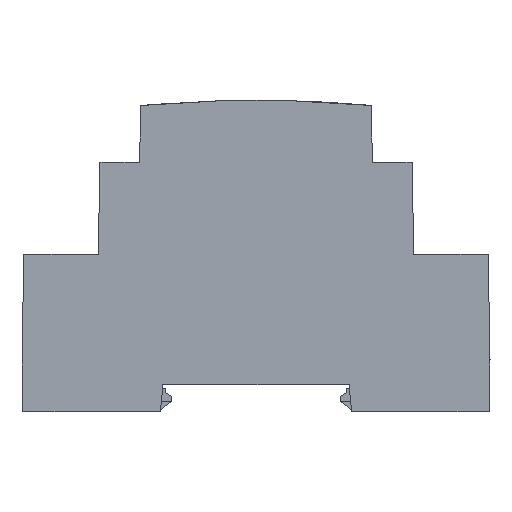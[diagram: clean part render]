
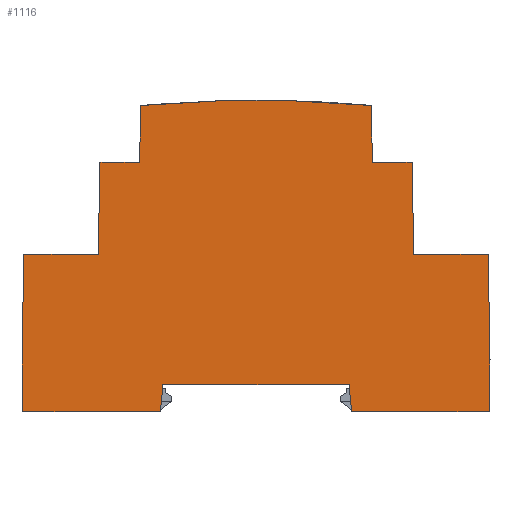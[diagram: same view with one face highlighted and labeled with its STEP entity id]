
A CAD part, left-side view. The second image highlights one B-rep face of the part: STEP entity #1116.
In plain terms, the highlighted planar face has unit normal (-1, 0, 0).
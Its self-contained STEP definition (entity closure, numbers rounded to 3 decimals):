
#968=AXIS2_PLACEMENT_3D('Plane Axis2P3D',#965,#966,#967) ;
#1049=AXIS2_PLACEMENT_3D('Circle Axis2P3D',#1047,#1048,$) ;
#447=CARTESIAN_POINT('Vertex',(0.,14.749,30.4)) ;
#450=CARTESIAN_POINT('Line Origine',(0.,7.553,30.4)) ;
#454=CARTESIAN_POINT('Vertex',(0.,0.356,30.4)) ;
#945=CARTESIAN_POINT('Line Origine',(0.,0.178,20.2)) ;
#949=CARTESIAN_POINT('Vertex',(0.,0.,10.)) ;
#965=CARTESIAN_POINT('Axis2P3D Location',(0.,90.233,30.4)) ;
#970=CARTESIAN_POINT('Line Origine',(0.,90.322,20.2)) ;
#974=CARTESIAN_POINT('Vertex',(0.,90.144,30.4)) ;
#976=CARTESIAN_POINT('Vertex',(0.,90.5,10.)) ;
#979=CARTESIAN_POINT('Line Origine',(0.,90.413,5.)) ;
#983=CARTESIAN_POINT('Vertex',(0.,90.325,0.)) ;
#986=CARTESIAN_POINT('Line Origine',(0.,77.038,0.)) ;
#990=CARTESIAN_POINT('Vertex',(0.,63.751,0.)) ;
#993=CARTESIAN_POINT('Line Origine',(0.,63.5,2.599)) ;
#997=CARTESIAN_POINT('Vertex',(0.,63.25,5.197)) ;
#1000=CARTESIAN_POINT('Line Origine',(0.,45.25,5.197)) ;
#1004=CARTESIAN_POINT('Vertex',(0.,27.25,5.197)) ;
#1007=CARTESIAN_POINT('Line Origine',(0.,27.,2.599)) ;
#1011=CARTESIAN_POINT('Vertex',(0.,26.75,0.)) ;
#1014=CARTESIAN_POINT('Line Origine',(0.,13.462,0.)) ;
#1018=CARTESIAN_POINT('Vertex',(0.,0.175,0.)) ;
#1021=CARTESIAN_POINT('Line Origine',(0.,0.087,5.)) ;
#1026=CARTESIAN_POINT('Line Origine',(0.,14.905,39.3)) ;
#1030=CARTESIAN_POINT('Vertex',(0.,15.061,48.2)) ;
#1033=CARTESIAN_POINT('Line Origine',(0.,18.906,48.2)) ;
#1037=CARTESIAN_POINT('Vertex',(0.,22.75,48.2)) ;
#1040=CARTESIAN_POINT('Line Origine',(0.,22.846,53.7)) ;
#1044=CARTESIAN_POINT('Vertex',(0.,22.942,59.2)) ;
#1047=CARTESIAN_POINT('Axis2P3D Location',(0.,45.25,-189.803)) ;
#1051=CARTESIAN_POINT('Vertex',(0.,67.558,59.2)) ;
#1054=CARTESIAN_POINT('Line Origine',(0.,67.654,53.7)) ;
#1058=CARTESIAN_POINT('Vertex',(0.,67.75,48.2)) ;
#1061=CARTESIAN_POINT('Line Origine',(0.,69.672,48.2)) ;
#1065=CARTESIAN_POINT('Vertex',(0.,71.594,48.2)) ;
#1068=CARTESIAN_POINT('Line Origine',(0.,72.576,48.2)) ;
#1072=CARTESIAN_POINT('Vertex',(0.,73.559,48.2)) ;
#1075=CARTESIAN_POINT('Line Origine',(0.,74.499,48.2)) ;
#1079=CARTESIAN_POINT('Vertex',(0.,75.439,48.2)) ;
#1082=CARTESIAN_POINT('Line Origine',(0.,75.595,39.3)) ;
#1086=CARTESIAN_POINT('Vertex',(0.,75.751,30.4)) ;
#1089=CARTESIAN_POINT('Line Origine',(0.,82.947,30.4)) ;
#451=DIRECTION('Vector Direction',(0.,1.,0.)) ;
#946=DIRECTION('Vector Direction',(0.,0.017,1.)) ;
#966=DIRECTION('Axis2P3D Direction',(1.,0.,0.)) ;
#967=DIRECTION('Axis2P3D XDirection',(0.,-1.,0.)) ;
#971=DIRECTION('Vector Direction',(0.,0.017,-1.)) ;
#980=DIRECTION('Vector Direction',(0.,-0.017,-1.)) ;
#987=DIRECTION('Vector Direction',(0.,-1.,0.)) ;
#994=DIRECTION('Vector Direction',(0.,-0.096,0.995)) ;
#1001=DIRECTION('Vector Direction',(0.,-1.,0.)) ;
#1008=DIRECTION('Vector Direction',(0.,-0.096,-0.995)) ;
#1015=DIRECTION('Vector Direction',(0.,-1.,0.)) ;
#1022=DIRECTION('Vector Direction',(0.,0.017,-1.)) ;
#1027=DIRECTION('Vector Direction',(0.,0.017,1.)) ;
#1034=DIRECTION('Vector Direction',(0.,1.,0.)) ;
#1041=DIRECTION('Vector Direction',(0.,0.017,1.)) ;
#1048=DIRECTION('Axis2P3D Direction',(1.,0.,0.)) ;
#1055=DIRECTION('Vector Direction',(0.,-0.017,1.)) ;
#1062=DIRECTION('Vector Direction',(0.,1.,0.)) ;
#1069=DIRECTION('Vector Direction',(0.,1.,0.)) ;
#1076=DIRECTION('Vector Direction',(0.,1.,0.)) ;
#1083=DIRECTION('Vector Direction',(0.,0.017,-1.)) ;
#1090=DIRECTION('Vector Direction',(0.,-1.,0.)) ;
#452=VECTOR('Line Direction',#451,1.) ;
#947=VECTOR('Line Direction',#946,1.) ;
#972=VECTOR('Line Direction',#971,1.) ;
#981=VECTOR('Line Direction',#980,1.) ;
#988=VECTOR('Line Direction',#987,1.) ;
#995=VECTOR('Line Direction',#994,1.) ;
#1002=VECTOR('Line Direction',#1001,1.) ;
#1009=VECTOR('Line Direction',#1008,1.) ;
#1016=VECTOR('Line Direction',#1015,1.) ;
#1023=VECTOR('Line Direction',#1022,1.) ;
#1028=VECTOR('Line Direction',#1027,1.) ;
#1035=VECTOR('Line Direction',#1034,1.) ;
#1042=VECTOR('Line Direction',#1041,1.) ;
#1056=VECTOR('Line Direction',#1055,1.) ;
#1063=VECTOR('Line Direction',#1062,1.) ;
#1070=VECTOR('Line Direction',#1069,1.) ;
#1077=VECTOR('Line Direction',#1076,1.) ;
#1084=VECTOR('Line Direction',#1083,1.) ;
#1091=VECTOR('Line Direction',#1090,1.) ;
#1095=ORIENTED_EDGE('',*,*,#978,.T.) ;
#1096=ORIENTED_EDGE('',*,*,#985,.T.) ;
#1097=ORIENTED_EDGE('',*,*,#992,.T.) ;
#1098=ORIENTED_EDGE('',*,*,#999,.T.) ;
#1099=ORIENTED_EDGE('',*,*,#1006,.T.) ;
#1100=ORIENTED_EDGE('',*,*,#1013,.T.) ;
#1101=ORIENTED_EDGE('',*,*,#1020,.T.) ;
#1102=ORIENTED_EDGE('',*,*,#1025,.T.) ;
#1103=ORIENTED_EDGE('',*,*,#951,.T.) ;
#1104=ORIENTED_EDGE('',*,*,#456,.T.) ;
#1105=ORIENTED_EDGE('',*,*,#1032,.F.) ;
#1106=ORIENTED_EDGE('',*,*,#1039,.T.) ;
#1107=ORIENTED_EDGE('',*,*,#1046,.T.) ;
#1108=ORIENTED_EDGE('',*,*,#1053,.F.) ;
#1109=ORIENTED_EDGE('',*,*,#1060,.F.) ;
#1110=ORIENTED_EDGE('',*,*,#1067,.T.) ;
#1111=ORIENTED_EDGE('',*,*,#1074,.T.) ;
#1112=ORIENTED_EDGE('',*,*,#1081,.T.) ;
#1113=ORIENTED_EDGE('',*,*,#1088,.T.) ;
#1114=ORIENTED_EDGE('',*,*,#1093,.T.) ;
#1116=ADVANCED_FACE('GEHAEUSE',(#1115),#969,.F.) ;
#1050=CIRCLE('generated circle',#1049,250.) ;
#456=EDGE_CURVE('',#455,#448,#453,.T.) ;
#951=EDGE_CURVE('',#950,#455,#948,.T.) ;
#978=EDGE_CURVE('',#975,#977,#973,.T.) ;
#985=EDGE_CURVE('',#977,#984,#982,.T.) ;
#992=EDGE_CURVE('',#984,#991,#989,.T.) ;
#999=EDGE_CURVE('',#991,#998,#996,.T.) ;
#1006=EDGE_CURVE('',#998,#1005,#1003,.T.) ;
#1013=EDGE_CURVE('',#1005,#1012,#1010,.T.) ;
#1020=EDGE_CURVE('',#1012,#1019,#1017,.T.) ;
#1025=EDGE_CURVE('',#1019,#950,#1024,.F.) ;
#1032=EDGE_CURVE('',#1031,#448,#1029,.F.) ;
#1039=EDGE_CURVE('',#1031,#1038,#1036,.T.) ;
#1046=EDGE_CURVE('',#1038,#1045,#1043,.T.) ;
#1053=EDGE_CURVE('',#1052,#1045,#1050,.T.) ;
#1060=EDGE_CURVE('',#1059,#1052,#1057,.T.) ;
#1067=EDGE_CURVE('',#1059,#1066,#1064,.T.) ;
#1074=EDGE_CURVE('',#1066,#1073,#1071,.T.) ;
#1081=EDGE_CURVE('',#1073,#1080,#1078,.T.) ;
#1088=EDGE_CURVE('',#1080,#1087,#1085,.T.) ;
#1093=EDGE_CURVE('',#1087,#975,#1092,.F.) ;
#1094=EDGE_LOOP('',(#1095,#1096,#1097,#1098,#1099,#1100,#1101,#1102,#1103,#1104,#1105,#1106,#1107,#1108,#1109,#1110,#1111,#1112,#1113,#1114)) ;
#1115=FACE_OUTER_BOUND('',#1094,.T.) ;
#453=LINE('Line',#450,#452) ;
#948=LINE('Line',#945,#947) ;
#973=LINE('Line',#970,#972) ;
#982=LINE('Line',#979,#981) ;
#989=LINE('Line',#986,#988) ;
#996=LINE('Line',#993,#995) ;
#1003=LINE('Line',#1000,#1002) ;
#1010=LINE('Line',#1007,#1009) ;
#1017=LINE('Line',#1014,#1016) ;
#1024=LINE('Line',#1021,#1023) ;
#1029=LINE('Line',#1026,#1028) ;
#1036=LINE('Line',#1033,#1035) ;
#1043=LINE('Line',#1040,#1042) ;
#1057=LINE('Line',#1054,#1056) ;
#1064=LINE('Line',#1061,#1063) ;
#1071=LINE('Line',#1068,#1070) ;
#1078=LINE('Line',#1075,#1077) ;
#1085=LINE('Line',#1082,#1084) ;
#1092=LINE('Line',#1089,#1091) ;
#969=PLANE('',#968) ;
#448=VERTEX_POINT('',#447) ;
#455=VERTEX_POINT('',#454) ;
#950=VERTEX_POINT('',#949) ;
#975=VERTEX_POINT('',#974) ;
#977=VERTEX_POINT('',#976) ;
#984=VERTEX_POINT('',#983) ;
#991=VERTEX_POINT('',#990) ;
#998=VERTEX_POINT('',#997) ;
#1005=VERTEX_POINT('',#1004) ;
#1012=VERTEX_POINT('',#1011) ;
#1019=VERTEX_POINT('',#1018) ;
#1031=VERTEX_POINT('',#1030) ;
#1038=VERTEX_POINT('',#1037) ;
#1045=VERTEX_POINT('',#1044) ;
#1052=VERTEX_POINT('',#1051) ;
#1059=VERTEX_POINT('',#1058) ;
#1066=VERTEX_POINT('',#1065) ;
#1073=VERTEX_POINT('',#1072) ;
#1080=VERTEX_POINT('',#1079) ;
#1087=VERTEX_POINT('',#1086) ;
